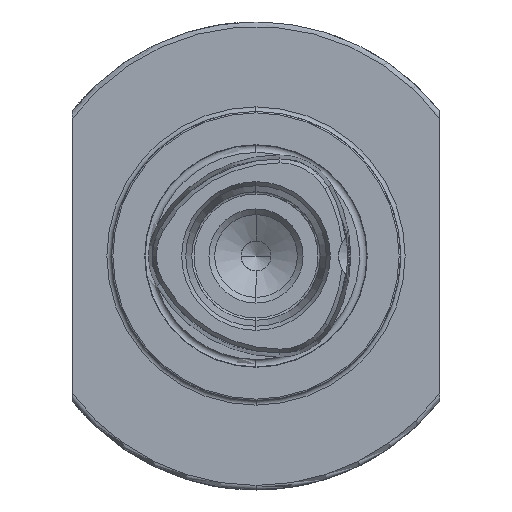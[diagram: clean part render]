
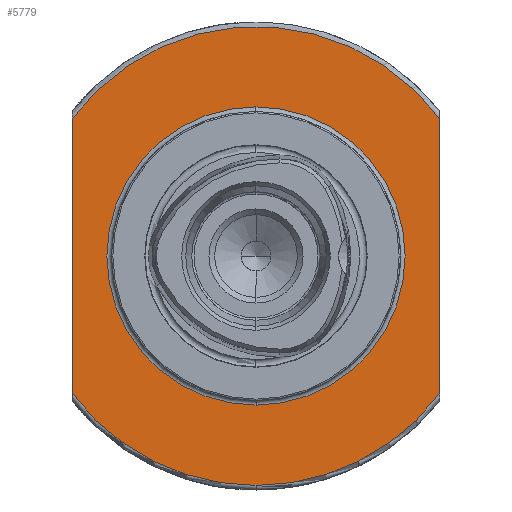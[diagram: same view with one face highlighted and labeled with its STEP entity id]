
A CAD part, left-side view. The second image highlights one B-rep face of the part: STEP entity #5779.
In plain terms, the highlighted planar face has unit normal (-1, 0, 0).
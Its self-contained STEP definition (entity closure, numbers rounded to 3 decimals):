
#73 = AXIS2_PLACEMENT_3D ( 'NONE', #915, #9003, #10861 ) ;
#173 = FACE_BOUND ( 'NONE', #6791, .T. ) ;
#219 = CARTESIAN_POINT ( 'NONE',  ( 22., 40., 0. ) ) ;
#411 = CIRCLE ( 'NONE', #1963, 50. ) ;
#735 = DIRECTION ( 'NONE',  ( 0., 0., -1. ) ) ;
#821 = EDGE_CURVE ( 'NONE', #4348, #4788, #411, .T. ) ;
#915 = CARTESIAN_POINT ( 'NONE',  ( 22., 0., 0. ) ) ;
#1745 = ORIENTED_EDGE ( 'NONE', *, *, #6348, .T. ) ;
#1816 = VECTOR ( 'NONE', #2116, 1000. ) ;
#1895 = CIRCLE ( 'NONE', #8736, 50. ) ;
#1963 = AXIS2_PLACEMENT_3D ( 'NONE', #5514, #9204, #9248 ) ;
#2020 = VECTOR ( 'NONE', #2120, 1000. ) ;
#2116 = DIRECTION ( 'NONE',  ( 0., 0., 1. ) ) ;
#2120 = DIRECTION ( 'NONE',  ( 0., 0., -1. ) ) ;
#2642 = CARTESIAN_POINT ( 'NONE',  ( 22., 0., 0. ) ) ;
#2692 = EDGE_CURVE ( 'NONE', #5391, #11083, #3789, .T. ) ;
#2917 = ORIENTED_EDGE ( 'NONE', *, *, #2692, .T. ) ;
#2927 = CARTESIAN_POINT ( 'NONE',  ( 22., 0., 32.5 ) ) ;
#3066 = CARTESIAN_POINT ( 'NONE',  ( 22., 0., -32.5 ) ) ;
#3147 = EDGE_LOOP ( 'NONE', ( #7991, #6026, #3406, #7978, #8993 ) ) ;
#3170 = DIRECTION ( 'NONE',  ( 0., 0., -1. ) ) ;
#3241 = DIRECTION ( 'NONE',  ( 1., 0., 0. ) ) ;
#3406 = ORIENTED_EDGE ( 'NONE', *, *, #10453, .T. ) ;
#3687 = CARTESIAN_POINT ( 'NONE',  ( 22., -40., -30. ) ) ;
#3789 = CIRCLE ( 'NONE', #5408, 32.5 ) ;
#4348 = VERTEX_POINT ( 'NONE', #6600 ) ;
#4439 = VERTEX_POINT ( 'NONE', #4930 ) ;
#4589 = CARTESIAN_POINT ( 'NONE',  ( 22., 40., -30. ) ) ;
#4788 = VERTEX_POINT ( 'NONE', #3687 ) ;
#4859 = VERTEX_POINT ( 'NONE', #6293 ) ;
#4930 = CARTESIAN_POINT ( 'NONE',  ( 22., -40., 30. ) ) ;
#5321 = CARTESIAN_POINT ( 'NONE',  ( 22., 0., 0. ) ) ;
#5384 = VERTEX_POINT ( 'NONE', #4589 ) ;
#5391 = VERTEX_POINT ( 'NONE', #2927 ) ;
#5408 = AXIS2_PLACEMENT_3D ( 'NONE', #2642, #10687, #735 ) ;
#5514 = CARTESIAN_POINT ( 'NONE',  ( 22., 0., 0. ) ) ;
#5597 = AXIS2_PLACEMENT_3D ( 'NONE', #9579, #10461, #5994 ) ;
#5779 = ADVANCED_FACE ( 'NONE', ( #173, #7696 ), #8092, .F. ) ;
#5994 = DIRECTION ( 'NONE',  ( 0., 0., -1. ) ) ;
#6026 = ORIENTED_EDGE ( 'NONE', *, *, #6947, .T. ) ;
#6293 = CARTESIAN_POINT ( 'NONE',  ( 22., 40., 30. ) ) ;
#6348 = EDGE_CURVE ( 'NONE', #11083, #5391, #7250, .T. ) ;
#6600 = CARTESIAN_POINT ( 'NONE',  ( 22., 0., -50. ) ) ;
#6601 = AXIS2_PLACEMENT_3D ( 'NONE', #10475, #3241, #3170 ) ;
#6791 = EDGE_LOOP ( 'NONE', ( #1745, #2917 ) ) ;
#6947 = EDGE_CURVE ( 'NONE', #4439, #4859, #8929, .T. ) ;
#7250 = CIRCLE ( 'NONE', #6601, 32.5 ) ;
#7587 = CARTESIAN_POINT ( 'NONE',  ( 22., -40., 0. ) ) ;
#7696 = FACE_OUTER_BOUND ( 'NONE', #3147, .T. ) ;
#7978 = ORIENTED_EDGE ( 'NONE', *, *, #9867, .T. ) ;
#7991 = ORIENTED_EDGE ( 'NONE', *, *, #8446, .T. ) ;
#8092 = PLANE ( 'NONE',  #73 ) ;
#8446 = EDGE_CURVE ( 'NONE', #4788, #4439, #9780, .T. ) ;
#8736 = AXIS2_PLACEMENT_3D ( 'NONE', #5321, #8943, #11690 ) ;
#8929 = CIRCLE ( 'NONE', #5597, 50. ) ;
#8943 = DIRECTION ( 'NONE',  ( -1., 0., 0. ) ) ;
#8993 = ORIENTED_EDGE ( 'NONE', *, *, #821, .T. ) ;
#9003 = DIRECTION ( 'NONE',  ( 1., 0., 0. ) ) ;
#9204 = DIRECTION ( 'NONE',  ( -1., 0., 0. ) ) ;
#9248 = DIRECTION ( 'NONE',  ( 0., 0., -1. ) ) ;
#9407 = LINE ( 'NONE', #219, #2020 ) ;
#9579 = CARTESIAN_POINT ( 'NONE',  ( 22., 0., 0. ) ) ;
#9780 = LINE ( 'NONE', #7587, #1816 ) ;
#9867 = EDGE_CURVE ( 'NONE', #5384, #4348, #1895, .T. ) ;
#10453 = EDGE_CURVE ( 'NONE', #4859, #5384, #9407, .T. ) ;
#10461 = DIRECTION ( 'NONE',  ( -1., 0., 0. ) ) ;
#10475 = CARTESIAN_POINT ( 'NONE',  ( 22., 0., 0. ) ) ;
#10687 = DIRECTION ( 'NONE',  ( 1., 0., 0. ) ) ;
#10861 = DIRECTION ( 'NONE',  ( 0., 0., -1. ) ) ;
#11083 = VERTEX_POINT ( 'NONE', #3066 ) ;
#11690 = DIRECTION ( 'NONE',  ( 0., 0., -1. ) ) ;
